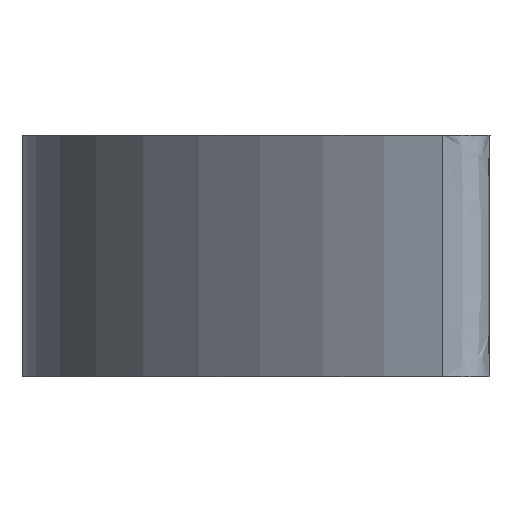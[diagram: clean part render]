
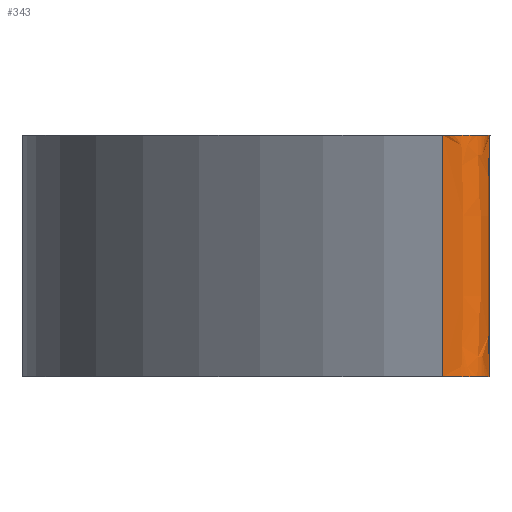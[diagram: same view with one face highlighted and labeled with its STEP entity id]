
A CAD part, left-side view. The second image highlights one B-rep face of the part: STEP entity #343.
In plain terms, the highlighted free-form (B-spline) face has degree [3, 3] with [6, 4] control points.
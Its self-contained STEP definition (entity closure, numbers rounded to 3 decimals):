
#19=B_SPLINE_SURFACE_WITH_KNOTS('',3,3,((#775,#776,#777,#778),(#779,#780,
#781,#782),(#783,#784,#785,#786),(#787,#788,#789,#790),(#791,#792,#793,
#794),(#795,#796,#797,#798)),.UNSPECIFIED.,.F.,.F.,.F.,(4,1,1,4),(4,4),
(0.,0.286,0.571,1.),(0.025,0.675),
 .UNSPECIFIED.);
#38=FACE_OUTER_BOUND('',#57,.T.);
#57=EDGE_LOOP('',(#278,#279,#280,#281));
#67=B_SPLINE_CURVE_WITH_KNOTS('',3,(#588,#589,#590,#591,#592,#593,#594,
#595,#596,#597),.UNSPECIFIED.,.F.,.F.,(4,3,3,4),(-0.201,-0.115,
-0.057,0.),.UNSPECIFIED.);
#69=B_SPLINE_CURVE_WITH_KNOTS('',3,(#771,#772,#773,#774),.UNSPECIFIED.,
 .F.,.F.,(4,4),(0.025,0.675),.UNSPECIFIED.);
#70=B_SPLINE_CURVE_WITH_KNOTS('',3,(#800,#801,#802,#803,#804,#805,#806,
#807,#808,#809),.UNSPECIFIED.,.F.,.F.,(4,3,3,4),(-0.201,-0.115,
-0.057,0.),.UNSPECIFIED.);
#71=B_SPLINE_CURVE_WITH_KNOTS('',3,(#810,#811,#812,#813),.UNSPECIFIED.,
 .F.,.F.,(4,4),(-0.675,-0.025),.UNSPECIFIED.);
#154=VERTEX_POINT('',#501);
#155=VERTEX_POINT('',#587);
#171=VERTEX_POINT('',#685);
#172=VERTEX_POINT('',#799);
#186=EDGE_CURVE('',#155,#154,#67,.T.);
#212=EDGE_CURVE('',#154,#171,#69,.T.);
#213=EDGE_CURVE('',#171,#172,#70,.F.);
#214=EDGE_CURVE('',#172,#155,#71,.T.);
#278=ORIENTED_EDGE('',*,*,#186,.T.);
#279=ORIENTED_EDGE('',*,*,#212,.T.);
#280=ORIENTED_EDGE('',*,*,#213,.T.);
#281=ORIENTED_EDGE('',*,*,#214,.T.);
#343=ADVANCED_FACE('',(#38),#19,.F.);
#501=CARTESIAN_POINT('',(-142.812,55.186,18.647));
#587=CARTESIAN_POINT('',(-141.706,53.914,18.647));
#588=CARTESIAN_POINT('Ctrl Pts',(-141.706,53.914,18.647));
#589=CARTESIAN_POINT('Ctrl Pts',(-141.989,53.872,18.647));
#590=CARTESIAN_POINT('Ctrl Pts',(-142.288,53.961,18.647));
#591=CARTESIAN_POINT('Ctrl Pts',(-142.505,54.147,18.647));
#592=CARTESIAN_POINT('Ctrl Pts',(-142.65,54.271,18.647));
#593=CARTESIAN_POINT('Ctrl Pts',(-142.758,54.439,18.647));
#594=CARTESIAN_POINT('Ctrl Pts',(-142.811,54.622,18.647));
#595=CARTESIAN_POINT('Ctrl Pts',(-142.865,54.805,18.647));
#596=CARTESIAN_POINT('Ctrl Pts',(-142.866,55.003,18.647));
#597=CARTESIAN_POINT('Ctrl Pts',(-142.812,55.186,18.647));
#685=CARTESIAN_POINT('',(-142.812,55.186,12.147));
#771=CARTESIAN_POINT('Ctrl Pts',(-142.812,55.186,18.647));
#772=CARTESIAN_POINT('Ctrl Pts',(-142.812,55.186,16.48));
#773=CARTESIAN_POINT('Ctrl Pts',(-142.812,55.186,14.313));
#774=CARTESIAN_POINT('Ctrl Pts',(-142.812,55.186,12.147));
#775=CARTESIAN_POINT('Ctrl Pts',(-142.812,55.186,18.647));
#776=CARTESIAN_POINT('Ctrl Pts',(-142.812,55.186,16.48));
#777=CARTESIAN_POINT('Ctrl Pts',(-142.812,55.186,14.313));
#778=CARTESIAN_POINT('Ctrl Pts',(-142.812,55.186,12.147));
#779=CARTESIAN_POINT('Ctrl Pts',(-142.866,55.003,18.647));
#780=CARTESIAN_POINT('Ctrl Pts',(-142.866,55.003,16.48));
#781=CARTESIAN_POINT('Ctrl Pts',(-142.866,55.003,14.313));
#782=CARTESIAN_POINT('Ctrl Pts',(-142.866,55.003,12.147));
#783=CARTESIAN_POINT('Ctrl Pts',(-142.865,54.606,18.647));
#784=CARTESIAN_POINT('Ctrl Pts',(-142.865,54.606,16.48));
#785=CARTESIAN_POINT('Ctrl Pts',(-142.865,54.606,14.313));
#786=CARTESIAN_POINT('Ctrl Pts',(-142.865,54.606,12.147));
#787=CARTESIAN_POINT('Ctrl Pts',(-142.488,54.019,18.647));
#788=CARTESIAN_POINT('Ctrl Pts',(-142.488,54.019,16.48));
#789=CARTESIAN_POINT('Ctrl Pts',(-142.488,54.019,14.313));
#790=CARTESIAN_POINT('Ctrl Pts',(-142.488,54.019,12.147));
#791=CARTESIAN_POINT('Ctrl Pts',(-141.989,53.872,18.647));
#792=CARTESIAN_POINT('Ctrl Pts',(-141.989,53.872,16.48));
#793=CARTESIAN_POINT('Ctrl Pts',(-141.989,53.872,14.313));
#794=CARTESIAN_POINT('Ctrl Pts',(-141.989,53.872,12.147));
#795=CARTESIAN_POINT('Ctrl Pts',(-141.706,53.914,18.647));
#796=CARTESIAN_POINT('Ctrl Pts',(-141.706,53.914,16.48));
#797=CARTESIAN_POINT('Ctrl Pts',(-141.706,53.914,14.313));
#798=CARTESIAN_POINT('Ctrl Pts',(-141.706,53.914,12.147));
#799=CARTESIAN_POINT('',(-141.706,53.914,12.147));
#800=CARTESIAN_POINT('Ctrl Pts',(-141.706,53.914,12.147));
#801=CARTESIAN_POINT('Ctrl Pts',(-141.989,53.872,12.147));
#802=CARTESIAN_POINT('Ctrl Pts',(-142.288,53.961,12.147));
#803=CARTESIAN_POINT('Ctrl Pts',(-142.505,54.147,12.147));
#804=CARTESIAN_POINT('Ctrl Pts',(-142.65,54.271,12.147));
#805=CARTESIAN_POINT('Ctrl Pts',(-142.758,54.439,12.147));
#806=CARTESIAN_POINT('Ctrl Pts',(-142.811,54.622,12.147));
#807=CARTESIAN_POINT('Ctrl Pts',(-142.865,54.805,12.147));
#808=CARTESIAN_POINT('Ctrl Pts',(-142.866,55.003,12.147));
#809=CARTESIAN_POINT('Ctrl Pts',(-142.812,55.186,12.147));
#810=CARTESIAN_POINT('Ctrl Pts',(-141.706,53.914,12.147));
#811=CARTESIAN_POINT('Ctrl Pts',(-141.706,53.914,14.313));
#812=CARTESIAN_POINT('Ctrl Pts',(-141.706,53.914,16.48));
#813=CARTESIAN_POINT('Ctrl Pts',(-141.706,53.914,18.647));
